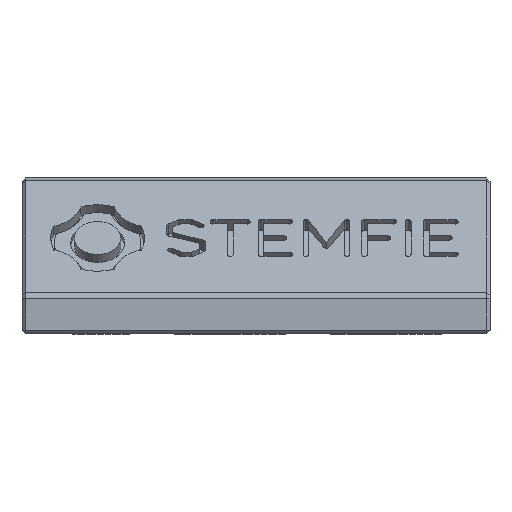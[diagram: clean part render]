
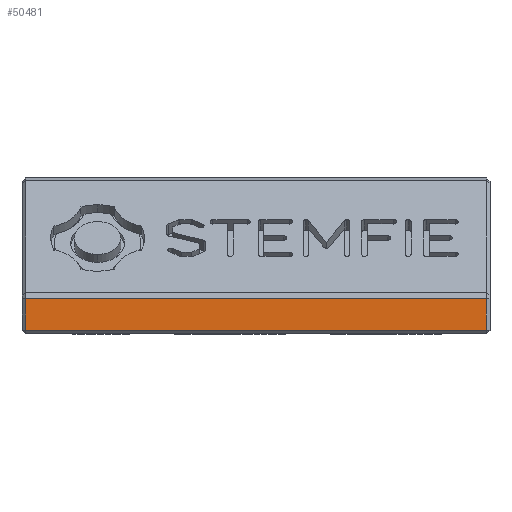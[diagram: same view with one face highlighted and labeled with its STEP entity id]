
A CAD part, front view. The second image highlights one B-rep face of the part: STEP entity #50481.
In plain terms, the highlighted planar face has unit normal (0, -1, 0).
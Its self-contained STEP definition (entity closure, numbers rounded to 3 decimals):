
#20292 = PLANE('',#20293);
#20293 = AXIS2_PLACEMENT_3D('',#20294,#20295,#20296);
#20294 = CARTESIAN_POINT('',(-18.75,-12.394,3.081));
#20295 = DIRECTION('',(0.,-0.924,
    0.383));
#20296 = DIRECTION('',(1.,0.,0.));
#23745 = PLANE('',#23746);
#23746 = AXIS2_PLACEMENT_3D('',#23747,#23748,#23749);
#23747 = CARTESIAN_POINT('',(-18.6,-12.35,0.));
#23748 = DIRECTION('',(-0.707,-0.707,
    0.));
#23749 = DIRECTION('',(0.,0.,1.));
#25682 = PLANE('',#25683);
#25683 = AXIS2_PLACEMENT_3D('',#25684,#25685,#25686);
#25684 = CARTESIAN_POINT('',(18.6,-12.35,0.));
#25685 = DIRECTION('',(0.707,-0.707,0.
    ));
#25686 = DIRECTION('',(0.,0.,1.));
#31022 = EDGE_CURVE('',#31023,#31025,#31027,.T.);
#31023 = VERTEX_POINT('',#31024);
#31024 = CARTESIAN_POINT('',(-18.45,-12.5,2.825));
#31025 = VERTEX_POINT('',#31026);
#31026 = CARTESIAN_POINT('',(18.45,-12.5,2.825));
#31027 = SURFACE_CURVE('',#31028,(#31032,#31039),.PCURVE_S1.);
#31028 = LINE('',#31029,#31030);
#31029 = CARTESIAN_POINT('',(-18.75,-12.5,2.825));
#31030 = VECTOR('',#31031,1.);
#31031 = DIRECTION('',(1.,0.,0.));
#31032 = PCURVE('',#20292,#31033);
#31033 = DEFINITIONAL_REPRESENTATION('',(#31034),#31038);
#31034 = LINE('',#31035,#31036);
#31035 = CARTESIAN_POINT('',(0.,-0.277));
#31036 = VECTOR('',#31037,1.);
#31037 = DIRECTION('',(1.,0.));
#31038 = ( GEOMETRIC_REPRESENTATION_CONTEXT(2) 
PARAMETRIC_REPRESENTATION_CONTEXT() REPRESENTATION_CONTEXT('2D SPACE',''
  ) );
#31039 = PCURVE('',#31040,#31045);
#31040 = PLANE('',#31041);
#31041 = AXIS2_PLACEMENT_3D('',#31042,#31043,#31044);
#31042 = CARTESIAN_POINT('',(0.,-12.5,0.));
#31043 = DIRECTION('',(0.,-1.,0.));
#31044 = DIRECTION('',(0.,0.,1.));
#31045 = DEFINITIONAL_REPRESENTATION('',(#31046),#31050);
#31046 = LINE('',#31047,#31048);
#31047 = CARTESIAN_POINT('',(2.825,18.75));
#31048 = VECTOR('',#31049,1.);
#31049 = DIRECTION('',(0.,-1.));
#31050 = ( GEOMETRIC_REPRESENTATION_CONTEXT(2) 
PARAMETRIC_REPRESENTATION_CONTEXT() REPRESENTATION_CONTEXT('2D SPACE',''
  ) );
#36681 = VERTEX_POINT('',#36682);
#36682 = CARTESIAN_POINT('',(-18.45,-12.5,0.3));
#36703 = EDGE_CURVE('',#36681,#31023,#36704,.T.);
#36704 = SURFACE_CURVE('',#36705,(#36709,#36716),.PCURVE_S1.);
#36705 = LINE('',#36706,#36707);
#36706 = CARTESIAN_POINT('',(-18.45,-12.5,0.));
#36707 = VECTOR('',#36708,1.);
#36708 = DIRECTION('',(0.,0.,1.));
#36709 = PCURVE('',#23745,#36710);
#36710 = DEFINITIONAL_REPRESENTATION('',(#36711),#36715);
#36711 = LINE('',#36712,#36713);
#36712 = CARTESIAN_POINT('',(0.,-0.212));
#36713 = VECTOR('',#36714,1.);
#36714 = DIRECTION('',(1.,0.));
#36715 = ( GEOMETRIC_REPRESENTATION_CONTEXT(2) 
PARAMETRIC_REPRESENTATION_CONTEXT() REPRESENTATION_CONTEXT('2D SPACE',''
  ) );
#36716 = PCURVE('',#31040,#36717);
#36717 = DEFINITIONAL_REPRESENTATION('',(#36718),#36722);
#36718 = LINE('',#36719,#36720);
#36719 = CARTESIAN_POINT('',(0.,18.45));
#36720 = VECTOR('',#36721,1.);
#36721 = DIRECTION('',(1.,0.));
#36722 = ( GEOMETRIC_REPRESENTATION_CONTEXT(2) 
PARAMETRIC_REPRESENTATION_CONTEXT() REPRESENTATION_CONTEXT('2D SPACE',''
  ) );
#39413 = EDGE_CURVE('',#39414,#31025,#39416,.T.);
#39414 = VERTEX_POINT('',#39415);
#39415 = CARTESIAN_POINT('',(18.45,-12.5,0.3));
#39416 = SURFACE_CURVE('',#39417,(#39421,#39428),.PCURVE_S1.);
#39417 = LINE('',#39418,#39419);
#39418 = CARTESIAN_POINT('',(18.45,-12.5,0.));
#39419 = VECTOR('',#39420,1.);
#39420 = DIRECTION('',(0.,0.,1.));
#39421 = PCURVE('',#25682,#39422);
#39422 = DEFINITIONAL_REPRESENTATION('',(#39423),#39427);
#39423 = LINE('',#39424,#39425);
#39424 = CARTESIAN_POINT('',(0.,0.212));
#39425 = VECTOR('',#39426,1.);
#39426 = DIRECTION('',(1.,0.));
#39427 = ( GEOMETRIC_REPRESENTATION_CONTEXT(2) 
PARAMETRIC_REPRESENTATION_CONTEXT() REPRESENTATION_CONTEXT('2D SPACE',''
  ) );
#39428 = PCURVE('',#31040,#39429);
#39429 = DEFINITIONAL_REPRESENTATION('',(#39430),#39434);
#39430 = LINE('',#39431,#39432);
#39431 = CARTESIAN_POINT('',(0.,-18.45));
#39432 = VECTOR('',#39433,1.);
#39433 = DIRECTION('',(1.,0.));
#39434 = ( GEOMETRIC_REPRESENTATION_CONTEXT(2) 
PARAMETRIC_REPRESENTATION_CONTEXT() REPRESENTATION_CONTEXT('2D SPACE',''
  ) );
#46930 = PLANE('',#46931);
#46931 = AXIS2_PLACEMENT_3D('',#46932,#46933,#46934);
#46932 = CARTESIAN_POINT('',(-18.75,-12.35,0.15));
#46933 = DIRECTION('',(0.,-0.707,
    -0.707));
#46934 = DIRECTION('',(1.,0.,0.));
#50481 = ADVANCED_FACE('',(#50482),#31040,.T.);
#50482 = FACE_BOUND('',#50483,.T.);
#50483 = EDGE_LOOP('',(#50484,#50485,#50486,#50487));
#50484 = ORIENTED_EDGE('',*,*,#39413,.T.);
#50485 = ORIENTED_EDGE('',*,*,#31022,.F.);
#50486 = ORIENTED_EDGE('',*,*,#36703,.F.);
#50487 = ORIENTED_EDGE('',*,*,#50488,.T.);
#50488 = EDGE_CURVE('',#36681,#39414,#50489,.T.);
#50489 = SURFACE_CURVE('',#50490,(#50494,#50501),.PCURVE_S1.);
#50490 = LINE('',#50491,#50492);
#50491 = CARTESIAN_POINT('',(-18.75,-12.5,0.3));
#50492 = VECTOR('',#50493,1.);
#50493 = DIRECTION('',(1.,0.,0.));
#50494 = PCURVE('',#31040,#50495);
#50495 = DEFINITIONAL_REPRESENTATION('',(#50496),#50500);
#50496 = LINE('',#50497,#50498);
#50497 = CARTESIAN_POINT('',(0.3,18.75));
#50498 = VECTOR('',#50499,1.);
#50499 = DIRECTION('',(0.,-1.));
#50500 = ( GEOMETRIC_REPRESENTATION_CONTEXT(2) 
PARAMETRIC_REPRESENTATION_CONTEXT() REPRESENTATION_CONTEXT('2D SPACE',''
  ) );
#50501 = PCURVE('',#46930,#50502);
#50502 = DEFINITIONAL_REPRESENTATION('',(#50503),#50507);
#50503 = LINE('',#50504,#50505);
#50504 = CARTESIAN_POINT('',(0.,0.212));
#50505 = VECTOR('',#50506,1.);
#50506 = DIRECTION('',(1.,0.));
#50507 = ( GEOMETRIC_REPRESENTATION_CONTEXT(2) 
PARAMETRIC_REPRESENTATION_CONTEXT() REPRESENTATION_CONTEXT('2D SPACE',''
  ) );
